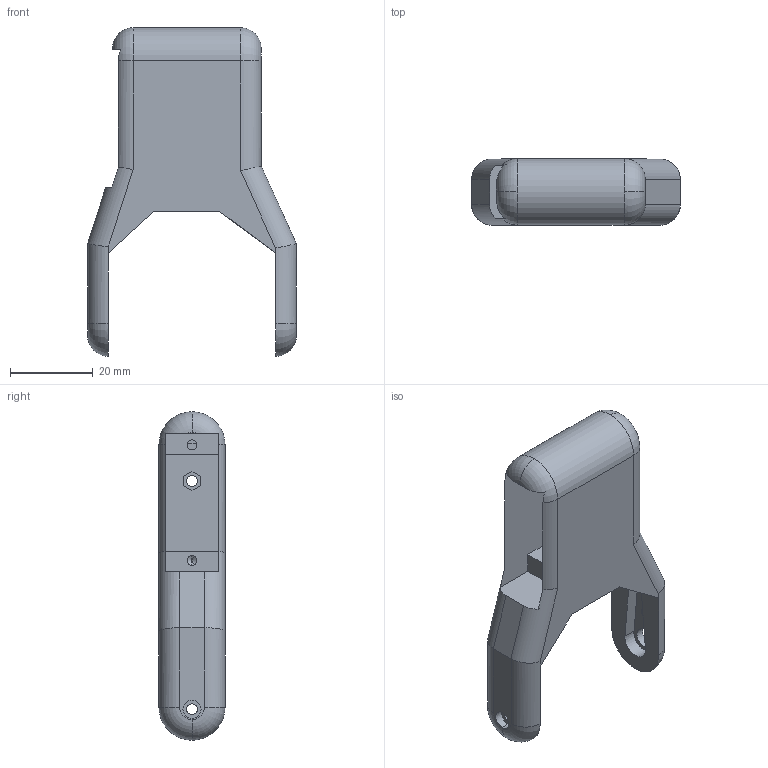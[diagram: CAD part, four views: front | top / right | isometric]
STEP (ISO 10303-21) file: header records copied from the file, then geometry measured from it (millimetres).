
FILE_DESCRIPTION (( 'STEP AP203' ), '1' );
FILE_NAME ('Femur_Default_sldprt.STEP', '2020-05-06T21:22:47', ( '' ), ( '' ), 'SwSTEP 2.0', 'SolidWorks 2019', '' );
FILE_SCHEMA (( 'CONFIG_CONTROL_DESIGN' ));
Length unit declared in the file: millimetre
Products named in the file (1): Femur_Default_sldprt
Bounding box: 50.5 x 16 x 79.5 mm (x, y, z)
Volume: 17300.4 mm3; surface area: 10797.5 mm2
Topology: 1 solids, 1 shells, 81 faces, 218 edges, 136 vertices
Faces by surface type: plane 37, cylinder 34, torus 8, cone 2
Entity records: 2650 total; most frequent: CARTESIAN_POINT 513, DIRECTION 437, ORIENTED_EDGE 432, EDGE_CURVE 216, AXIS2_PLACEMENT_3D 156, VERTEX_POINT 136, LINE 125, VECTOR 125
